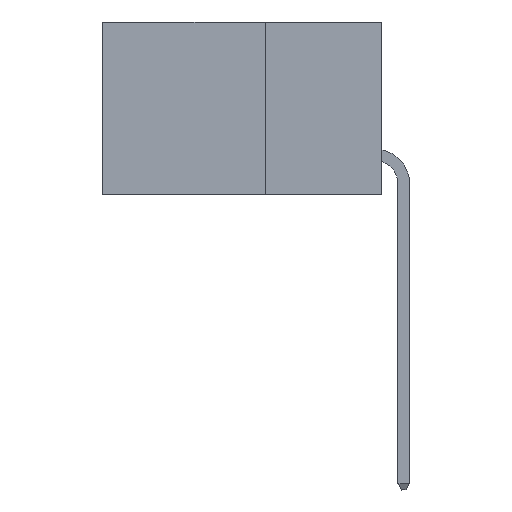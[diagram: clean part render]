
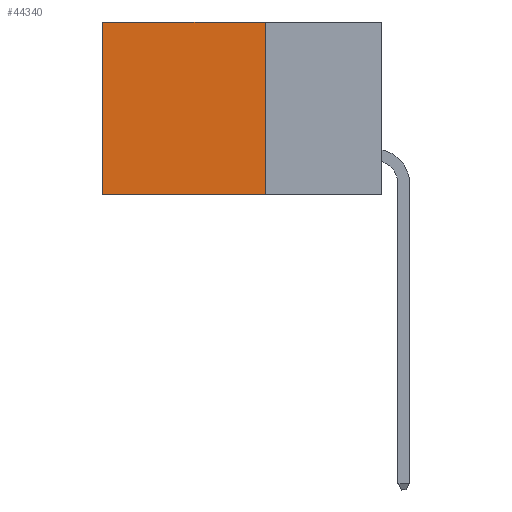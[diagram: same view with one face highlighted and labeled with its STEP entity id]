
A CAD part, left-side view. The second image highlights one B-rep face of the part: STEP entity #44340.
In plain terms, the highlighted planar face has unit normal (-1, 0, 0).
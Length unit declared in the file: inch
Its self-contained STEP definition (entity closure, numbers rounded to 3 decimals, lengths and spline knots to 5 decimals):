
#776 = CARTESIAN_POINT ( 'NONE',  ( 0.2875, 0.6, -0.37 ) ) ;
#987 = LINE ( 'NONE', #5681, #38436 ) ;
#2315 = FACE_OUTER_BOUND ( 'NONE', #36315, .T. ) ;
#2435 = EDGE_CURVE ( 'NONE', #27415, #43677, #20609, .T. ) ;
#3173 = LINE ( 'NONE', #22122, #14175 ) ;
#3774 = EDGE_CURVE ( 'NONE', #27415, #15414, #3173, .T. ) ;
#4038 = ORIENTED_EDGE ( 'NONE', *, *, #30999, .F. ) ;
#4374 = CARTESIAN_POINT ( 'NONE',  ( 0.2875, 0.25, -0.37 ) ) ;
#5008 = VECTOR ( 'NONE', #31142, 39.37008 ) ;
#5681 = CARTESIAN_POINT ( 'NONE',  ( 0.2875, 0.25, -0.37 ) ) ;
#7811 = CARTESIAN_POINT ( 'NONE',  ( 0.2875, 0.6, 0. ) ) ;
#14175 = VECTOR ( 'NONE', #21948, 39.37008 ) ;
#15414 = VERTEX_POINT ( 'NONE', #4374 ) ;
#17486 = ORIENTED_EDGE ( 'NONE', *, *, #2435, .T. ) ;
#18795 = AXIS2_PLACEMENT_3D ( 'NONE', #33172, #28219, #29200 ) ;
#20609 = LINE ( 'NONE', #45727, #5008 ) ;
#21948 = DIRECTION ( 'NONE',  ( 0., 0., -1. ) ) ;
#22122 = CARTESIAN_POINT ( 'NONE',  ( 0.2875, 0.25, 0. ) ) ;
#24636 = ORIENTED_EDGE ( 'NONE', *, *, #3774, .F. ) ;
#25749 = PLANE ( 'NONE',  #18795 ) ;
#27415 = VERTEX_POINT ( 'NONE', #39611 ) ;
#28219 = DIRECTION ( 'NONE',  ( 1., 0., 0. ) ) ;
#28846 = VERTEX_POINT ( 'NONE', #776 ) ;
#29200 = DIRECTION ( 'NONE',  ( 0., 0., -1. ) ) ;
#30999 = EDGE_CURVE ( 'NONE', #15414, #28846, #987, .T. ) ;
#31142 = DIRECTION ( 'NONE',  ( 0., 1., 0. ) ) ;
#33172 = CARTESIAN_POINT ( 'NONE',  ( 0.2875, 0.25, 0. ) ) ;
#36315 = EDGE_LOOP ( 'NONE', ( #45678, #4038, #24636, #17486 ) ) ;
#38436 = VECTOR ( 'NONE', #38701, 39.37008 ) ;
#38701 = DIRECTION ( 'NONE',  ( 0., 1., 0. ) ) ;
#39239 = VECTOR ( 'NONE', #45160, 39.37008 ) ;
#39611 = CARTESIAN_POINT ( 'NONE',  ( 0.2875, 0.25, 0. ) ) ;
#39978 = EDGE_CURVE ( 'NONE', #43677, #28846, #46787, .T. ) ;
#43677 = VERTEX_POINT ( 'NONE', #7811 ) ;
#44340 = ADVANCED_FACE ( 'NONE', ( #2315 ), #25749, .F. ) ;
#45160 = DIRECTION ( 'NONE',  ( 0., 0., -1. ) ) ;
#45654 = CARTESIAN_POINT ( 'NONE',  ( 0.2875, 0.6, 0. ) ) ;
#45678 = ORIENTED_EDGE ( 'NONE', *, *, #39978, .T. ) ;
#45727 = CARTESIAN_POINT ( 'NONE',  ( 0.2875, 0.25, 0. ) ) ;
#46787 = LINE ( 'NONE', #45654, #39239 ) ;
